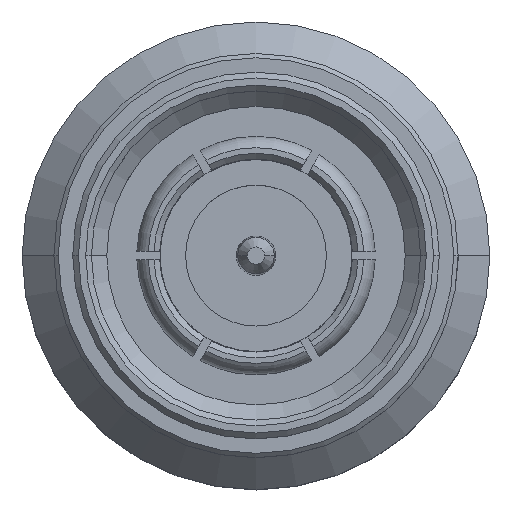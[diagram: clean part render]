
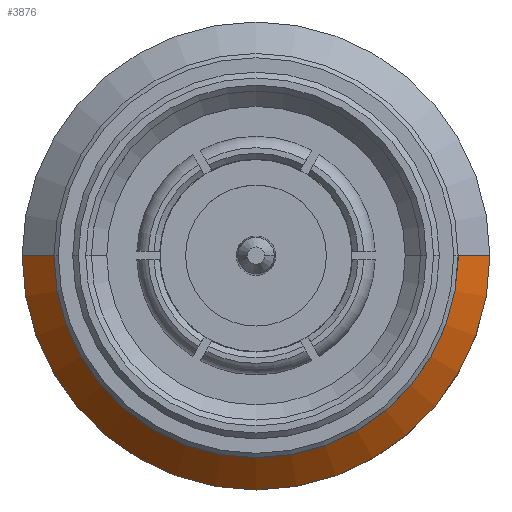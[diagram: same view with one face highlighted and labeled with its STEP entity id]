
A CAD part, top view. The second image highlights one B-rep face of the part: STEP entity #3876.
In plain terms, the highlighted conical face has half-angle 45 degrees and reference radius 7.225 mm.
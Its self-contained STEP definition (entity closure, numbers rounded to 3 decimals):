
#1637=DIRECTION('',(0.707,0.,0.707));
#1638=VECTOR('',#1637,2.475);
#1639=CARTESIAN_POINT('',(-8.1,0.,-5.45));
#1640=LINE('',#1639,#1638);
#1652=DIRECTION('',(-0.707,0.,0.707));
#1653=VECTOR('',#1652,2.475);
#1654=CARTESIAN_POINT('',(8.1,0.,-5.45));
#1655=LINE('',#1654,#1653);
#1659=CARTESIAN_POINT('',(0.,0.,-5.45));
#1660=DIRECTION('',(0.,0.,1.));
#1661=DIRECTION('',(-1.,0.,0.));
#1662=AXIS2_PLACEMENT_3D('',#1659,#1660,#1661);
#1667=CARTESIAN_POINT('',(0.,0.,-3.7));
#1668=DIRECTION('',(0.,0.,-1.));
#1669=DIRECTION('',(1.,0.,0.));
#1670=AXIS2_PLACEMENT_3D('',#1667,#1668,#1669);
#2255=CARTESIAN_POINT('',(-8.1,0.,-5.45));
#2256=CARTESIAN_POINT('',(8.1,0.,-5.45));
#2257=VERTEX_POINT('',#2255);
#2258=VERTEX_POINT('',#2256);
#2373=CARTESIAN_POINT('',(-6.35,0.,-3.7));
#2374=CARTESIAN_POINT('',(6.35,0.,-3.7));
#2375=VERTEX_POINT('',#2373);
#2376=VERTEX_POINT('',#2374);
#3863=CARTESIAN_POINT('',(0.,0.,-4.575));
#3864=DIRECTION('',(0.,0.,-1.));
#3865=DIRECTION('',(-1.,0.,0.));
#3866=AXIS2_PLACEMENT_3D('',#3863,#3864,#3865);
#3867=CONICAL_SURFACE('',#3866,7.225,45.);
#3868=ORIENTED_EDGE('',*,*,#3858,.F.);
#3870=ORIENTED_EDGE('',*,*,#3869,.F.);
#3871=ORIENTED_EDGE('',*,*,#3854,.T.);
#3873=ORIENTED_EDGE('',*,*,#3872,.F.);
#3874=EDGE_LOOP('',(#3868,#3870,#3871,#3873));
#3875=FACE_OUTER_BOUND('',#3874,.F.);
#3876=ADVANCED_FACE('',(#3875),#3867,.T.);
#1663=CIRCLE('',#1662,8.1);
#1671=CIRCLE('',#1670,6.35);
#3854=EDGE_CURVE('',#2257,#2375,#1640,.T.);
#3858=EDGE_CURVE('',#2258,#2376,#1655,.T.);
#3869=EDGE_CURVE('',#2257,#2258,#1663,.T.);
#3872=EDGE_CURVE('',#2376,#2375,#1671,.T.);
